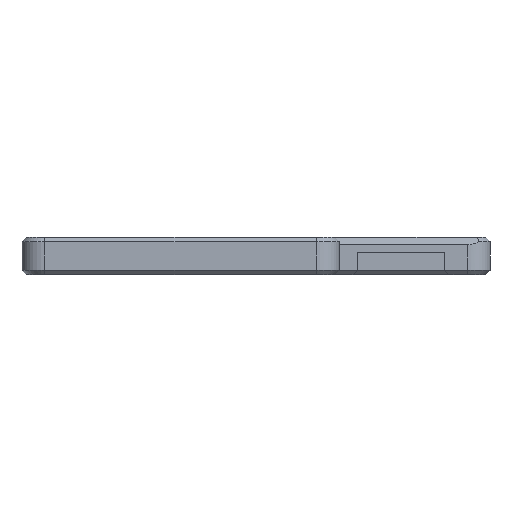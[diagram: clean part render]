
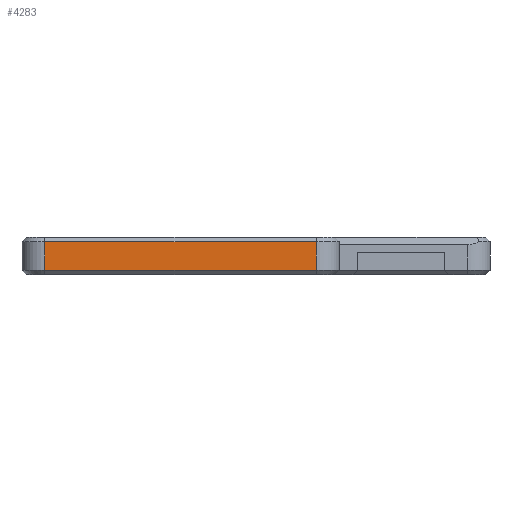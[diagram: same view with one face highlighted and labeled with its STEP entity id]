
A CAD part, left-side view. The second image highlights one B-rep face of the part: STEP entity #4283.
In plain terms, the highlighted planar face has unit normal (-1, 0, 0).
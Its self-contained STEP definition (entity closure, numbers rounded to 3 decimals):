
#469=FACE_OUTER_BOUND('',#733,.T.);
#733=EDGE_LOOP('',(#3578,#3579,#3580,#3581));
#926=LINE('',#6445,#1375);
#1149=LINE('',#7077,#1598);
#1173=LINE('',#7123,#1622);
#1174=LINE('',#7124,#1623);
#1375=VECTOR('',#5069,3.8);
#1598=VECTOR('',#5724,36.);
#1622=VECTOR('',#5766,3.8);
#1623=VECTOR('',#5767,36.);
#1870=VERTEX_POINT('',#6442);
#1871=VERTEX_POINT('',#6444);
#2064=VERTEX_POINT('',#7076);
#2077=VERTEX_POINT('',#7122);
#2265=EDGE_CURVE('',#1871,#1870,#926,.F.);
#2580=EDGE_CURVE('',#2064,#1871,#1149,.T.);
#2604=EDGE_CURVE('',#2077,#2064,#1173,.T.);
#2605=EDGE_CURVE('',#1870,#2077,#1174,.T.);
#3578=ORIENTED_EDGE('',*,*,#2604,.T.);
#3579=ORIENTED_EDGE('',*,*,#2580,.T.);
#3580=ORIENTED_EDGE('',*,*,#2265,.T.);
#3581=ORIENTED_EDGE('',*,*,#2605,.T.);
#4088=PLANE('',#4700);
#4283=ADVANCED_FACE('',(#469),#4088,.F.);
#4700=AXIS2_PLACEMENT_3D('',#7121,#5764,#5765);
#5069=DIRECTION('',(0.,0.,-1.));
#5724=DIRECTION('',(0.,-1.,0.));
#5764=DIRECTION('center_axis',(1.,0.,0.));
#5765=DIRECTION('ref_axis',(0.,1.,0.));
#5766=DIRECTION('',(0.,0.,-1.));
#5767=DIRECTION('',(0.,1.,0.));
#6442=CARTESIAN_POINT('',(80.,-14.602,-33.202));
#6444=CARTESIAN_POINT('',(80.,-14.602,-37.002));
#6445=CARTESIAN_POINT('',(80.,-14.602,-33.202));
#7076=CARTESIAN_POINT('',(80.,21.398,-37.002));
#7077=CARTESIAN_POINT('',(80.,21.398,-37.002));
#7121=CARTESIAN_POINT('Origin',(80.,24.398,-35.602));
#7122=CARTESIAN_POINT('',(80.,21.398,-33.202));
#7123=CARTESIAN_POINT('',(80.,21.398,-33.202));
#7124=CARTESIAN_POINT('',(80.,-14.602,-33.202));
